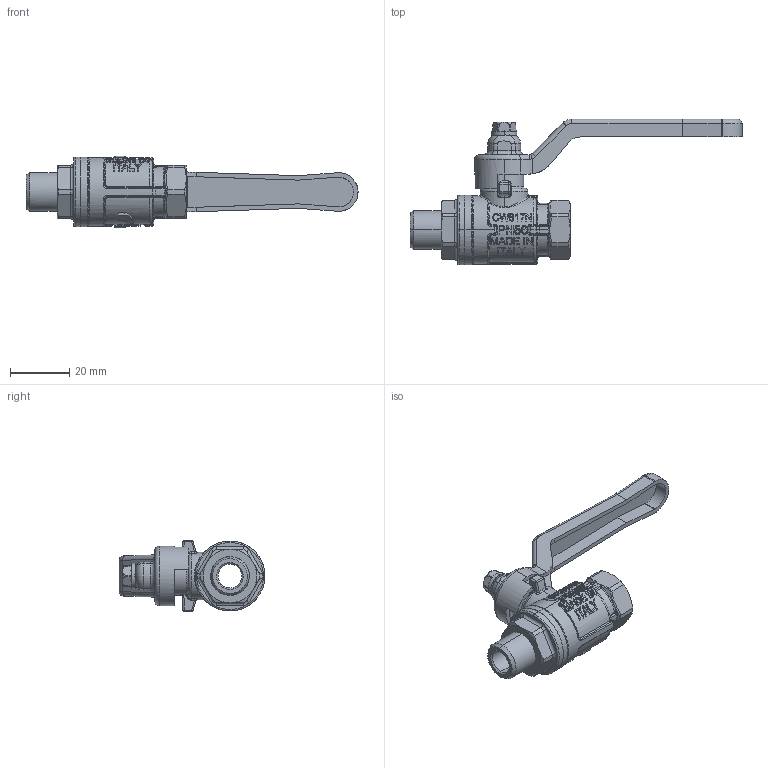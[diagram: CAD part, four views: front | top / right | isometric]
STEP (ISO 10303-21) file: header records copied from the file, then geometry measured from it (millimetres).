
FILE_DESCRIPTION (( 'STEP AP214' ), '1' );
FILE_NAME ('IT-ORIENT11202_R.STEP', '2018-09-21T15:09:45', ( '' ), ( '' ), 'SwSTEP 2.0', 'SolidWorks 2018', '' );
FILE_SCHEMA (( 'AUTOMOTIVE_DESIGN' ));
Length unit declared in the file: millimetre
Products named in the file (1): IT-ORIENT11202_R
Bounding box: 111.69 x 49.05 x 24 mm (x, y, z)
Surface area: 10904.8 mm2 (no closed solid volume)
Topology: 0 solids, 5 shells, 1125 faces, 2890 edges, 1796 vertices
Faces by surface type: plane 435, bspline 267, cylinder 248, torus 90, sphere 48, cone 37
Entity records: 51935 total; most frequent: CARTESIAN_POINT 31808, ORIENTED_EDGE 5624, EDGE_CURVE 2863, B_SPLINE_CURVE_WITH_KNOTS 2750, VERTEX_POINT 1792, DIRECTION 1716, EDGE_LOOP 1189, FACE_OUTER_BOUND 1124
